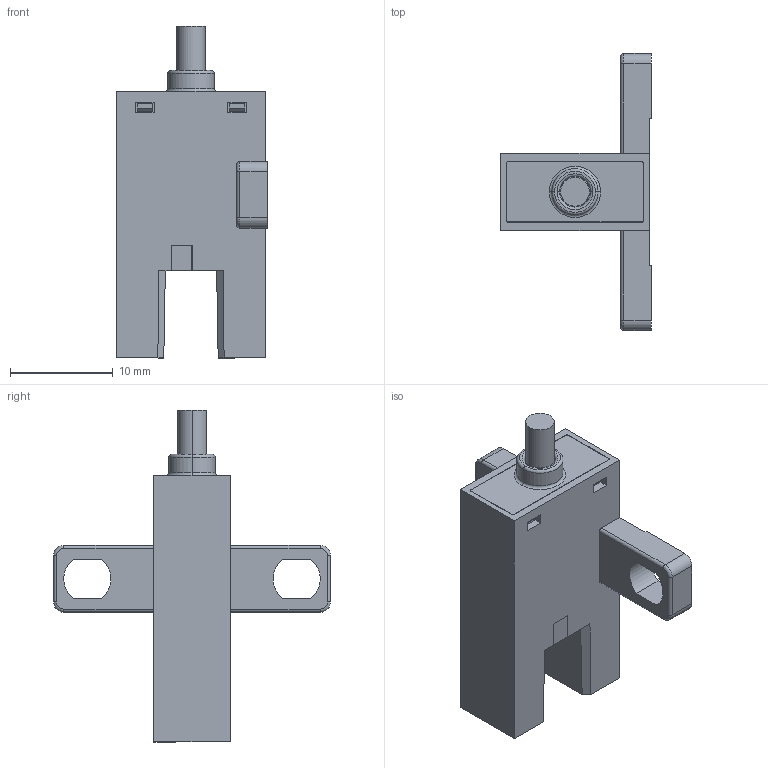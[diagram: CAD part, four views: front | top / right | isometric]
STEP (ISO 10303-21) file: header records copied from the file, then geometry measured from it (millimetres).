
FILE_DESCRIPTION (( 'STEP AP214' ), '1' );
FILE_NAME ('PXSLST-303NA-W_3D.STEP', '2022-10-24T20:03:43', ( '' ), ( '' ), 'SwSTEP 2.0', 'SolidWorks 2022', '' );
FILE_SCHEMA (( 'AUTOMOTIVE_DESIGN' ));
Length unit declared in the file: inch
Products named in the file (1): PXSLST-303NA-W_3D
Bounding box: 14.7 x 27 x 32.35 mm (x, y, z)
Volume: 2716.7 mm3; surface area: 2276.4 mm2
Topology: 1 solids, 1 shells, 203 faces, 538 edges, 354 vertices
Faces by surface type: plane 163, cylinder 30, torus 10
Entity records: 6260 total; most frequent: CARTESIAN_POINT 1108, ORIENTED_EDGE 1076, DIRECTION 1014, EDGE_CURVE 538, LINE 462, VECTOR 462, VERTEX_POINT 354, AXIS2_PLACEMENT_3D 276
